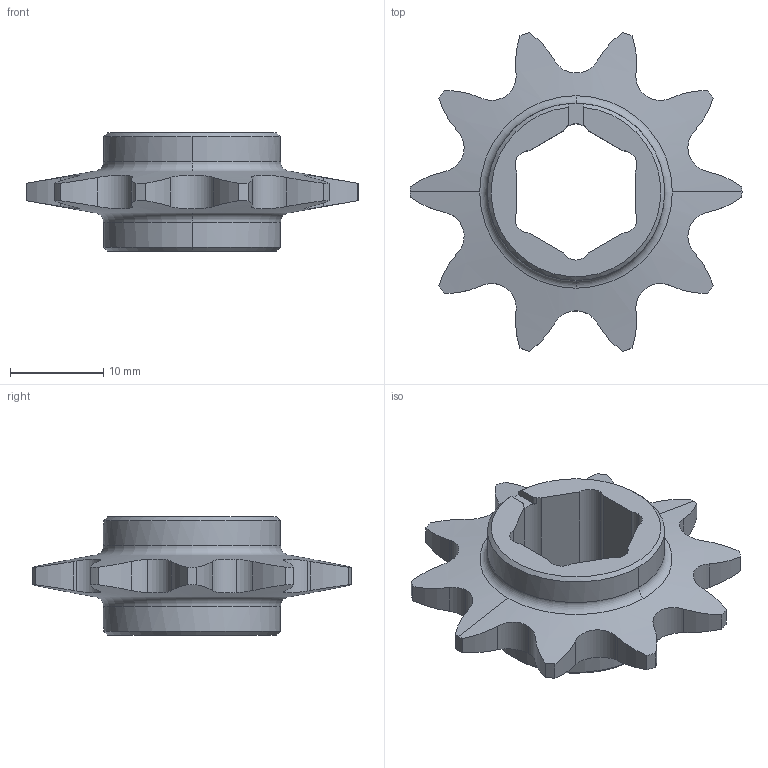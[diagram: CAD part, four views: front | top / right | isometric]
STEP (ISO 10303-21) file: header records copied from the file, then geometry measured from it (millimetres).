
FILE_DESCRIPTION (( 'STEP AP203' ), '1' );
FILE_NAME ('REV-21-3707.STEP', '2024-09-17T14:04:10', ( '' ), ( '' ), 'SwSTEP 2.0', 'SolidWorks 2022', '' );
FILE_SCHEMA (( 'CONFIG_CONTROL_DESIGN' ));
Length unit declared in the file: millimetre
Products named in the file (1): REV-21-3707
Bounding box: 35.7 x 34.27 x 12.7 mm (x, y, z)
Volume: 3328.4 mm3; surface area: 2531.7 mm2
Topology: 1 solids, 1 shells, 88 faces, 257 edges, 169 vertices
Faces by surface type: cylinder 63, plane 14, cone 7, torus 4
Entity records: 3477 total; most frequent: CARTESIAN_POINT 1139, ORIENTED_EDGE 514, DIRECTION 438, EDGE_CURVE 257, VERTEX_POINT 169, AXIS2_PLACEMENT_3D 168, VECTOR 102, LINE 102
